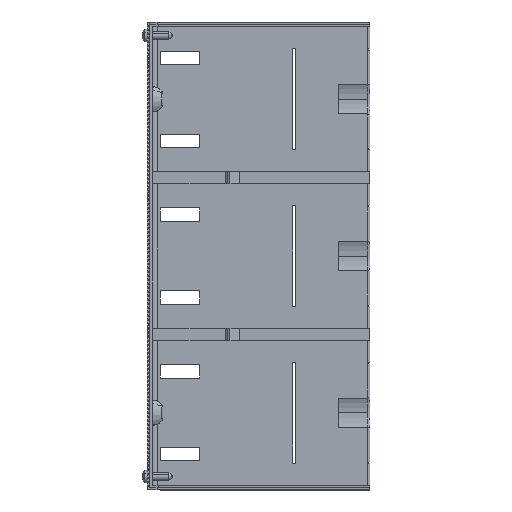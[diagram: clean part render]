
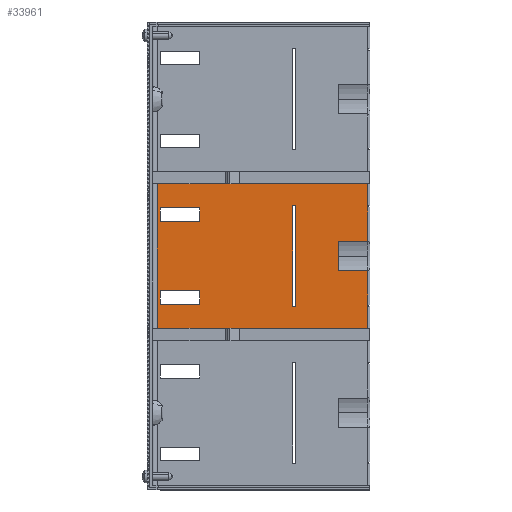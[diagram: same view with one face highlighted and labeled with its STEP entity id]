
A CAD part, top view. The second image highlights one B-rep face of the part: STEP entity #33961.
In plain terms, the highlighted planar face has unit normal (0, 0, 1).
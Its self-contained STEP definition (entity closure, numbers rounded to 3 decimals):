
#9138=CARTESIAN_POINT('',(46.4,-6.538,
-113.219));
#9224=DIRECTION('',(0.,-1.,0.));
#9225=VECTOR('',#9224,26.712);
#9226=CARTESIAN_POINT('',(46.4,33.25,-113.219));
#9227=LINE('',#9226,#9225);
#9228=DIRECTION('',(0.,-1.,0.));
#9229=VECTOR('',#9228,26.712);
#9230=CARTESIAN_POINT('',(46.4,-6.538,
-113.219));
#9231=LINE('',#9230,#9229);
#9232=DIRECTION('',(1.,0.,0.));
#9233=VECTOR('',#9232,1.5);
#9234=CARTESIAN_POINT('',(12.9,-22.5,
-113.219));
#9235=LINE('',#9234,#9233);
#9236=DIRECTION('',(0.,1.,0.));
#9237=VECTOR('',#9236,45.);
#9238=CARTESIAN_POINT('',(14.4,-22.5,
-113.219));
#9239=LINE('',#9238,#9237);
#9245=DIRECTION('',(1.,0.,0.));
#9246=VECTOR('',#9245,94.);
#9247=CARTESIAN_POINT('',(-47.6,-33.25,
-113.219));
#9248=LINE('',#9247,#9246);
#9269=DIRECTION('',(0.,-1.,0.));
#9270=VECTOR('',#9269,66.5);
#9271=CARTESIAN_POINT('',(-47.6,33.25,
-113.219));
#9272=LINE('',#9271,#9270);
#9273=DIRECTION('',(-1.,0.,0.));
#9274=VECTOR('',#9273,94.);
#9275=CARTESIAN_POINT('',(46.4,33.25,-113.219));
#9276=LINE('',#9275,#9274);
#9634=DIRECTION('',(0.,1.,0.));
#9635=VECTOR('',#9634,45.);
#9636=CARTESIAN_POINT('',(12.9,-22.5,
-113.219));
#9637=LINE('',#9636,#9635);
#9734=DIRECTION('',(1.,0.,0.));
#9735=VECTOR('',#9734,1.5);
#9736=CARTESIAN_POINT('',(12.9,22.5,-113.219));
#9737=LINE('',#9736,#9735);
#10270=DIRECTION('',(1.,0.,0.));
#10271=VECTOR('',#10270,13.);
#10272=CARTESIAN_POINT('',(33.4,6.538,
-113.219));
#10273=LINE('',#10272,#10271);
#10279=DIRECTION('',(-1.,0.,0.));
#10280=VECTOR('',#10279,13.);
#10281=CARTESIAN_POINT('',(46.4,-6.538,
-113.219));
#10282=LINE('',#10281,#10280);
#10287=DIRECTION('',(0.,1.,0.));
#10288=VECTOR('',#10287,13.077);
#10289=CARTESIAN_POINT('',(33.4,-6.538,
-113.219));
#10290=LINE('',#10289,#10288);
#10301=DIRECTION('',(0.,1.,0.));
#10302=VECTOR('',#10301,6.);
#10303=CARTESIAN_POINT('',(-46.1,15.5,
-113.219));
#10304=LINE('',#10303,#10302);
#10309=DIRECTION('',(-1.,0.,0.));
#10310=VECTOR('',#10309,17.5);
#10311=CARTESIAN_POINT('',(-28.6,15.5,
-113.219));
#10312=LINE('',#10311,#10310);
#10321=DIRECTION('',(0.,-1.,0.));
#10322=VECTOR('',#10321,6.);
#10323=CARTESIAN_POINT('',(-28.6,21.5,
-113.219));
#10324=LINE('',#10323,#10322);
#10337=DIRECTION('',(1.,0.,0.));
#10338=VECTOR('',#10337,17.5);
#10339=CARTESIAN_POINT('',(-46.1,21.5,
-113.219));
#10340=LINE('',#10339,#10338);
#10349=DIRECTION('',(0.,1.,0.));
#10350=VECTOR('',#10349,6.);
#10351=CARTESIAN_POINT('',(-46.1,-21.5,
-113.219));
#10352=LINE('',#10351,#10350);
#10357=DIRECTION('',(-1.,0.,0.));
#10358=VECTOR('',#10357,17.5);
#10359=CARTESIAN_POINT('',(-28.6,-21.5,
-113.219));
#10360=LINE('',#10359,#10358);
#10369=DIRECTION('',(0.,-1.,0.));
#10370=VECTOR('',#10369,6.);
#10371=CARTESIAN_POINT('',(-28.6,-15.5,
-113.219));
#10372=LINE('',#10371,#10370);
#10385=DIRECTION('',(1.,0.,0.));
#10386=VECTOR('',#10385,17.5);
#10387=CARTESIAN_POINT('',(-46.1,-15.5,
-113.219));
#10388=LINE('',#10387,#10386);
#14018=VERTEX_POINT('',#9138);
#14019=CARTESIAN_POINT('',(46.4,-33.25,
-113.219));
#14020=VERTEX_POINT('',#14019);
#14023=CARTESIAN_POINT('',(46.4,6.538,
-113.219));
#14024=VERTEX_POINT('',#14023);
#14045=CARTESIAN_POINT('',(12.9,-22.5,
-113.219));
#14046=CARTESIAN_POINT('',(14.4,-22.5,
-113.219));
#14047=VERTEX_POINT('',#14045);
#14048=VERTEX_POINT('',#14046);
#14051=CARTESIAN_POINT('',(14.4,22.5,
-113.219));
#14052=VERTEX_POINT('',#14051);
#14062=CARTESIAN_POINT('',(46.4,33.25,
-113.219));
#14063=VERTEX_POINT('',#14062);
#14064=CARTESIAN_POINT('',(-47.6,33.25,
-113.219));
#14065=VERTEX_POINT('',#14064);
#14066=CARTESIAN_POINT('',(-28.6,21.5,
-113.219));
#14067=CARTESIAN_POINT('',(-28.6,15.5,
-113.219));
#14068=VERTEX_POINT('',#14066);
#14069=VERTEX_POINT('',#14067);
#14070=CARTESIAN_POINT('',(-28.6,-15.5,
-113.219));
#14071=CARTESIAN_POINT('',(-28.6,-21.5,
-113.219));
#14072=VERTEX_POINT('',#14070);
#14073=VERTEX_POINT('',#14071);
#14075=CARTESIAN_POINT('',(-47.6,-33.25,
-113.219));
#14077=VERTEX_POINT('',#14075);
#14198=CARTESIAN_POINT('',(12.9,22.5,
-113.219));
#14199=VERTEX_POINT('',#14198);
#14276=CARTESIAN_POINT('',(33.4,6.538,
-113.219));
#14277=VERTEX_POINT('',#14276);
#14278=CARTESIAN_POINT('',(33.4,-6.538,
-113.219));
#14279=VERTEX_POINT('',#14278);
#14282=CARTESIAN_POINT('',(-46.1,15.5,
-113.219));
#14283=CARTESIAN_POINT('',(-46.1,21.5,
-113.219));
#14284=VERTEX_POINT('',#14282);
#14285=VERTEX_POINT('',#14283);
#14286=CARTESIAN_POINT('',(-46.1,-21.5,
-113.219));
#14287=CARTESIAN_POINT('',(-46.1,-15.5,
-113.219));
#14288=VERTEX_POINT('',#14286);
#14289=VERTEX_POINT('',#14287);
#33912=CARTESIAN_POINT('',(-0.6,0.,
-113.219));
#33913=DIRECTION('',(0.,0.,1.));
#33914=DIRECTION('',(-1.,0.,0.));
#33915=AXIS2_PLACEMENT_3D('',#33912,#33913,#33914);
#33916=PLANE('',#33915);
#33918=ORIENTED_EDGE('',*,*,#33917,.F.);
#33920=ORIENTED_EDGE('',*,*,#33919,.F.);
#33922=ORIENTED_EDGE('',*,*,#33921,.F.);
#33923=ORIENTED_EDGE('',*,*,#33889,.T.);
#33925=ORIENTED_EDGE('',*,*,#33924,.F.);
#33927=ORIENTED_EDGE('',*,*,#33926,.F.);
#33929=ORIENTED_EDGE('',*,*,#33928,.F.);
#33930=ORIENTED_EDGE('',*,*,#33679,.T.);
#33931=EDGE_LOOP('',(#33918,#33920,#33922,#33923,#33925,#33927,#33929,#33930));
#33932=FACE_OUTER_BOUND('',#33931,.F.);
#33934=ORIENTED_EDGE('',*,*,#33933,.F.);
#33935=ORIENTED_EDGE('',*,*,#33814,.T.);
#33936=ORIENTED_EDGE('',*,*,#33843,.T.);
#33938=ORIENTED_EDGE('',*,*,#33937,.F.);
#33939=EDGE_LOOP('',(#33934,#33935,#33936,#33938));
#33940=FACE_BOUND('',#33939,.F.);
#33942=ORIENTED_EDGE('',*,*,#33941,.F.);
#33944=ORIENTED_EDGE('',*,*,#33943,.F.);
#33946=ORIENTED_EDGE('',*,*,#33945,.F.);
#33948=ORIENTED_EDGE('',*,*,#33947,.F.);
#33949=EDGE_LOOP('',(#33942,#33944,#33946,#33948));
#33950=FACE_BOUND('',#33949,.F.);
#33952=ORIENTED_EDGE('',*,*,#33951,.F.);
#33954=ORIENTED_EDGE('',*,*,#33953,.F.);
#33956=ORIENTED_EDGE('',*,*,#33955,.F.);
#33958=ORIENTED_EDGE('',*,*,#33957,.F.);
#33959=EDGE_LOOP('',(#33952,#33954,#33956,#33958));
#33960=FACE_BOUND('',#33959,.F.);
#33679=EDGE_CURVE('',#14018,#14020,#9231,.T.);
#33814=EDGE_CURVE('',#14047,#14048,#9235,.T.);
#33843=EDGE_CURVE('',#14048,#14052,#9239,.T.);
#33889=EDGE_CURVE('',#14063,#14024,#9227,.T.);
#33917=EDGE_CURVE('',#14077,#14020,#9248,.T.);
#33919=EDGE_CURVE('',#14065,#14077,#9272,.T.);
#33921=EDGE_CURVE('',#14063,#14065,#9276,.T.);
#33924=EDGE_CURVE('',#14277,#14024,#10273,.T.);
#33926=EDGE_CURVE('',#14279,#14277,#10290,.T.);
#33928=EDGE_CURVE('',#14018,#14279,#10282,.T.);
#33933=EDGE_CURVE('',#14047,#14199,#9637,.T.);
#33937=EDGE_CURVE('',#14199,#14052,#9737,.T.);
#33941=EDGE_CURVE('',#14284,#14285,#10304,.T.);
#33943=EDGE_CURVE('',#14069,#14284,#10312,.T.);
#33945=EDGE_CURVE('',#14068,#14069,#10324,.T.);
#33947=EDGE_CURVE('',#14285,#14068,#10340,.T.);
#33951=EDGE_CURVE('',#14288,#14289,#10352,.T.);
#33953=EDGE_CURVE('',#14073,#14288,#10360,.T.);
#33955=EDGE_CURVE('',#14072,#14073,#10372,.T.);
#33957=EDGE_CURVE('',#14289,#14072,#10388,.T.);
#33961=ADVANCED_FACE('',(#33932,#33940,#33950,#33960),#33916,.T.);
